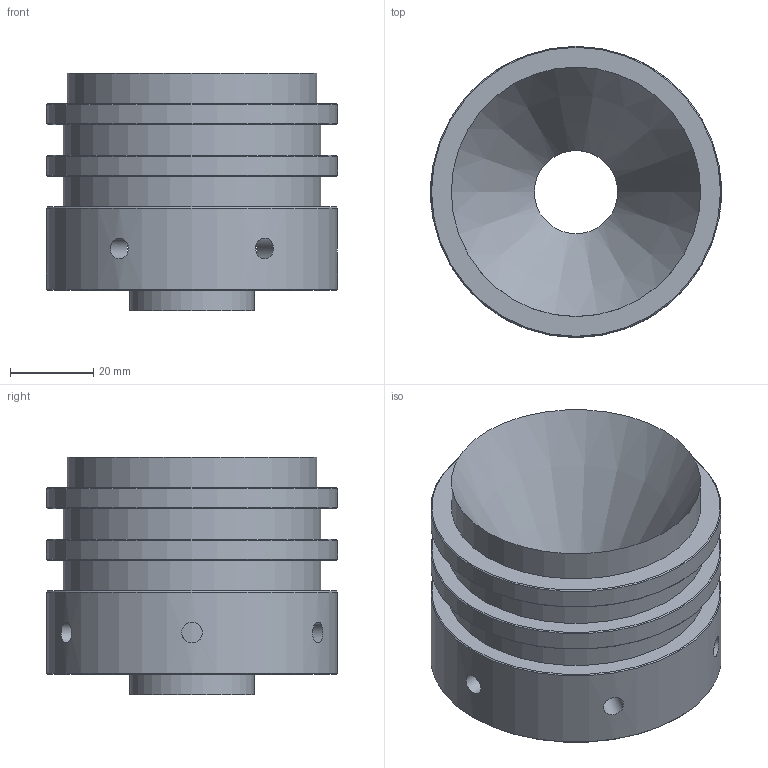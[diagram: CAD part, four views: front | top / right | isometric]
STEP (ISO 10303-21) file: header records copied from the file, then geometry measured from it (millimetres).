
FILE_DESCRIPTION( ( 'STEP AP203' ), '1' );
FILE_NAME( 'CONVERGENT TUYERE.step', ' ', ( ' ' ), ( ' ' ), 'PSStep 10.0', ' ', ' ' );
FILE_SCHEMA( ( 'CONFIG_CONTROL_DESIGN' ) );
Length unit declared in the file: millimetre
Products named in the file (1): 1
Bounding box: 70 x 70 x 57.2 mm (x, y, z)
Volume: 89106.9 mm3; surface area: 33139.2 mm2
Topology: 1 solids, 1 shells, 31 faces, 67 edges, 42 vertices
Faces by surface type: cylinder 15, cone 8, plane 8
Full cylindrical faces by diameter (mm): 5 x6, 20 x1, 30 x1, 54 x1, 60 x1, 62 x2, 70 x3
Entity records: 1464 total; most frequent: CARTESIAN_POINT 850, DIRECTION 114, EDGE_LOOP 74, ORIENTED_EDGE 74, AXIS2_PLACEMENT_3D 57, FACE_OUTER_BOUND 46, EDGE_CURVE 37, VERTEX_POINT 37
